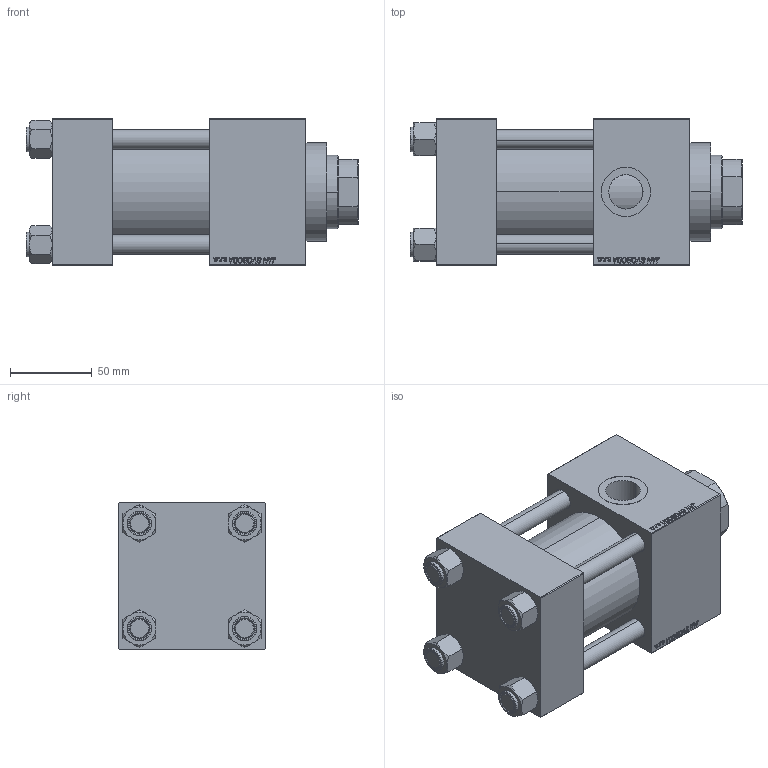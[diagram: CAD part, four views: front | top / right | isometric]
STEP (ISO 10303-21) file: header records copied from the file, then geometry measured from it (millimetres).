
FILE_DESCRIPTION (( 'STEP AP203' ), '1' );
FILE_NAME ('8e56.STEP', '2025-02-27T07:39:05', ( '' ), ( '' ), 'SwSTEP 2.0', 'SolidWorks 2019', '' );
FILE_SCHEMA (( 'CONFIG_CONTROL_DESIGN' ));
Length unit declared in the file: millimetre
Products named in the file (6): NUT_M5_C 4bb8af5a4ff1f4a0d788ea6942c76cb0; V215CR_VCP_C 4bb8af5a4ff1f4a0d788ea6942c76cb0; 8e56; V215_VC_A 4bb8af5a4ff1f4a0d788ea6942c76cb0; V215CR_C_TYCINKA 4bb8af5a4ff1f4a0d788ea6942c76cb0; V215CR_C_Body 4bb8af5a4ff1f4a0d788ea6942c76cb0
Assembly tree (11 placements, depth 2):
  8e56
    V215CR_C_Body 4bb8af5a4ff1f4a0d788ea6942c76cb0
    V215CR_VCP_C 4bb8af5a4ff1f4a0d788ea6942c76cb0
    NUT_M5_C 4bb8af5a4ff1f4a0d788ea6942c76cb0  x4
    V215CR_C_TYCINKA 4bb8af5a4ff1f4a0d788ea6942c76cb0  x4
    V215_VC_A 4bb8af5a4ff1f4a0d788ea6942c76cb0
Bounding box: 203 x 90 x 90 mm (x, y, z)
Volume: 997842.7 mm3; surface area: 189935.4 mm2
Topology: 11 solids, 11 shells, 1146 faces, 2870 edges, 1861 vertices
Faces by surface type: plane 525, bspline 392, cone 136, cylinder 85, torus 8
Entity records: 50152 total; most frequent: CARTESIAN_POINT 27102, ORIENTED_EDGE 5232, DIRECTION 3288, EDGE_CURVE 2616, VERTEX_POINT 1717, VECTOR 1590, LINE 1590, EDGE_LOOP 1153
